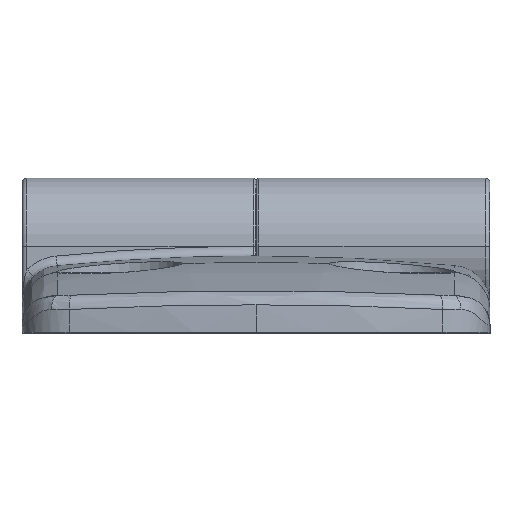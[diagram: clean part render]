
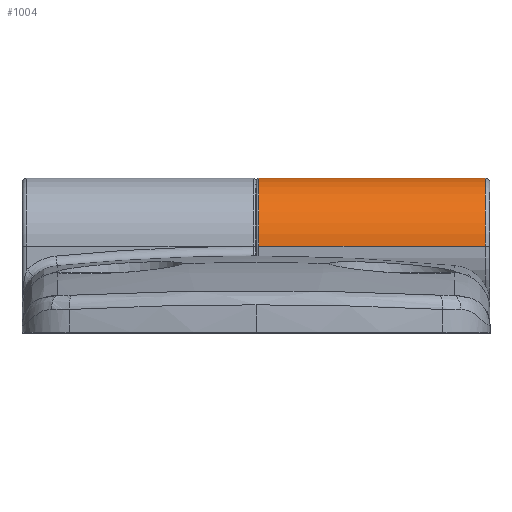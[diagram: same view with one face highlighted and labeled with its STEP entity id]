
A CAD part, top view. The second image highlights one B-rep face of the part: STEP entity #1004.
In plain terms, the highlighted cylindrical face has radius 7 mm (diameter 14 mm), a partial arc.
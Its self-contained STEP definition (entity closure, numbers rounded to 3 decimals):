
#216 = VERTEX_POINT ( 'NONE', #1285 ) ;
#435 = CARTESIAN_POINT ( 'NONE',  ( 24., 8.9, 7. ) ) ;
#468 = EDGE_LOOP ( 'NONE', ( #3126, #1777, #2878, #3403 ) ) ;
#471 = CARTESIAN_POINT ( 'NONE',  ( 0.3, 8.9, 0. ) ) ;
#524 = EDGE_CURVE ( 'NONE', #2935, #786, #2544, .T. ) ;
#544 = CARTESIAN_POINT ( 'NONE',  ( 23.5, 8.9, 7. ) ) ;
#603 = EDGE_CURVE ( 'NONE', #1280, #786, #2238, .T. ) ;
#767 = DIRECTION ( 'NONE',  ( -1., 0., 0. ) ) ;
#786 = VERTEX_POINT ( 'NONE', #1003 ) ;
#794 = DIRECTION ( 'NONE',  ( 0., 0., -1. ) ) ;
#883 = DIRECTION ( 'NONE',  ( -1., 0., 0. ) ) ;
#1003 = CARTESIAN_POINT ( 'NONE',  ( 0.3, 8.9, 7. ) ) ;
#1004 = ADVANCED_FACE ( 'NONE', ( #2075 ), #3686, .T. ) ;
#1140 = DIRECTION ( 'NONE',  ( -1., 0., 0. ) ) ;
#1174 = DIRECTION ( 'NONE',  ( -1., 0., 0. ) ) ;
#1280 = VERTEX_POINT ( 'NONE', #1939 ) ;
#1285 = CARTESIAN_POINT ( 'NONE',  ( 23.5, 8.9, -7. ) ) ;
#1777 = ORIENTED_EDGE ( 'NONE', *, *, #2224, .T. ) ;
#1864 = EDGE_CURVE ( 'NONE', #216, #1280, #4098, .T. ) ;
#1939 = CARTESIAN_POINT ( 'NONE',  ( 0.3, 8.9, -7. ) ) ;
#2075 = FACE_OUTER_BOUND ( 'NONE', #468, .T. ) ;
#2224 = EDGE_CURVE ( 'NONE', #2935, #216, #3863, .T. ) ;
#2238 = CIRCLE ( 'NONE', #4135, 7. ) ;
#2520 = DIRECTION ( 'NONE',  ( 0., 0., 1. ) ) ;
#2544 = LINE ( 'NONE', #435, #4056 ) ;
#2696 = AXIS2_PLACEMENT_3D ( 'NONE', #3145, #883, #2520 ) ;
#2753 = DIRECTION ( 'NONE',  ( 1., 0., 0. ) ) ;
#2878 = ORIENTED_EDGE ( 'NONE', *, *, #1864, .T. ) ;
#2935 = VERTEX_POINT ( 'NONE', #544 ) ;
#3075 = CARTESIAN_POINT ( 'NONE',  ( 23.5, 8.9, 0. ) ) ;
#3126 = ORIENTED_EDGE ( 'NONE', *, *, #524, .F. ) ;
#3145 = CARTESIAN_POINT ( 'NONE',  ( 24., 8.9, 0. ) ) ;
#3400 = DIRECTION ( 'NONE',  ( 0., 0., 1. ) ) ;
#3403 = ORIENTED_EDGE ( 'NONE', *, *, #603, .T. ) ;
#3686 = CYLINDRICAL_SURFACE ( 'NONE', #2696, 7. ) ;
#3715 = AXIS2_PLACEMENT_3D ( 'NONE', #3075, #1140, #3400 ) ;
#3761 = CARTESIAN_POINT ( 'NONE',  ( 24., 8.9, -7. ) ) ;
#3863 = CIRCLE ( 'NONE', #3715, 7. ) ;
#3993 = VECTOR ( 'NONE', #1174, 1000. ) ;
#4056 = VECTOR ( 'NONE', #767, 1000. ) ;
#4098 = LINE ( 'NONE', #3761, #3993 ) ;
#4135 = AXIS2_PLACEMENT_3D ( 'NONE', #471, #2753, #794 ) ;
